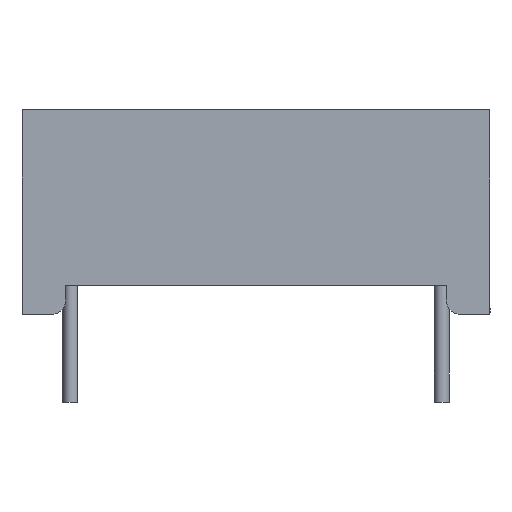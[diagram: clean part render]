
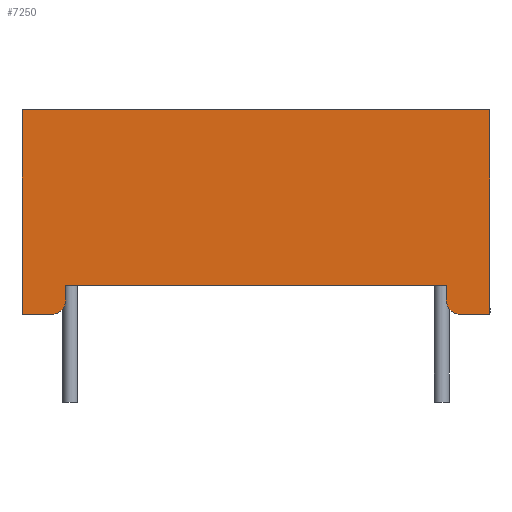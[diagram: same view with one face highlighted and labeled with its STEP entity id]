
A CAD part, left-side view. The second image highlights one B-rep face of the part: STEP entity #7250.
In plain terms, the highlighted planar face has unit normal (-1, 0, 0).
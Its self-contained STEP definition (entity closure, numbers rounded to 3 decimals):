
#3 = DIRECTION ( 'NONE',  ( 0., 0., 1. ) ) ;
#10 = EDGE_CURVE ( 'NONE', #1371, #4780, #4837, .T. ) ;
#134 = CIRCLE ( 'NONE', #6654, 0.5 ) ;
#179 = ORIENTED_EDGE ( 'NONE', *, *, #1522, .T. ) ;
#181 = VECTOR ( 'NONE', #6846, 1000. ) ;
#328 = DIRECTION ( 'NONE',  ( 0., 0., -1. ) ) ;
#457 = DIRECTION ( 'NONE',  ( 0., -1., 0. ) ) ;
#624 = LINE ( 'NONE', #7469, #181 ) ;
#686 = LINE ( 'NONE', #2385, #1160 ) ;
#735 = EDGE_CURVE ( 'NONE', #825, #5027, #3316, .T. ) ;
#754 = CARTESIAN_POINT ( 'NONE',  ( -15., -8., 0. ) ) ;
#825 = VERTEX_POINT ( 'NONE', #4668 ) ;
#836 = VECTOR ( 'NONE', #2410, 1000. ) ;
#894 = VERTEX_POINT ( 'NONE', #4248 ) ;
#1160 = VECTOR ( 'NONE', #2559, 1000. ) ;
#1161 = ORIENTED_EDGE ( 'NONE', *, *, #10, .T. ) ;
#1169 = VECTOR ( 'NONE', #2859, 1000. ) ;
#1276 = DIRECTION ( 'NONE',  ( -1., 0., 0. ) ) ;
#1314 = CARTESIAN_POINT ( 'NONE',  ( -15., -8., 0. ) ) ;
#1371 = VERTEX_POINT ( 'NONE', #6366 ) ;
#1408 = ORIENTED_EDGE ( 'NONE', *, *, #5327, .T. ) ;
#1451 = VERTEX_POINT ( 'NONE', #4267 ) ;
#1453 = EDGE_CURVE ( 'NONE', #3921, #825, #624, .T. ) ;
#1522 = EDGE_CURVE ( 'NONE', #1451, #894, #5538, .T. ) ;
#1684 = EDGE_LOOP ( 'NONE', ( #2048, #7475, #1161, #2750, #7441, #3805, #2356, #1408, #2709, #179 ) ) ;
#1760 = EDGE_CURVE ( 'NONE', #4780, #3921, #5611, .T. ) ;
#1780 = CARTESIAN_POINT ( 'NONE',  ( -15., 6.5, 0. ) ) ;
#1928 = CARTESIAN_POINT ( 'NONE',  ( -15., 8., 0. ) ) ;
#2048 = ORIENTED_EDGE ( 'NONE', *, *, #2310, .T. ) ;
#2050 = DIRECTION ( 'NONE',  ( 0., -1., 0. ) ) ;
#2310 = EDGE_CURVE ( 'NONE', #894, #6497, #6078, .T. ) ;
#2356 = ORIENTED_EDGE ( 'NONE', *, *, #5882, .T. ) ;
#2385 = CARTESIAN_POINT ( 'NONE',  ( -15., -8., 0. ) ) ;
#2410 = DIRECTION ( 'NONE',  ( 0., 1., 0. ) ) ;
#2512 = VECTOR ( 'NONE', #328, 1000. ) ;
#2559 = DIRECTION ( 'NONE',  ( 0., 0., 1. ) ) ;
#2580 = LINE ( 'NONE', #754, #7169 ) ;
#2628 = DIRECTION ( 'NONE',  ( -1., 0., 0. ) ) ;
#2709 = ORIENTED_EDGE ( 'NONE', *, *, #6230, .T. ) ;
#2750 = ORIENTED_EDGE ( 'NONE', *, *, #1760, .T. ) ;
#2788 = CARTESIAN_POINT ( 'NONE',  ( -15., -6.5, 0. ) ) ;
#2859 = DIRECTION ( 'NONE',  ( 0., 0., -1. ) ) ;
#3050 = CARTESIAN_POINT ( 'NONE',  ( -15., -7., 0. ) ) ;
#3316 = LINE ( 'NONE', #2788, #1169 ) ;
#3597 = DIRECTION ( 'NONE',  ( -1., 0., 0. ) ) ;
#3805 = ORIENTED_EDGE ( 'NONE', *, *, #735, .T. ) ;
#3921 = VERTEX_POINT ( 'NONE', #5741 ) ;
#4175 = DIRECTION ( 'NONE',  ( 0., 1., 0. ) ) ;
#4248 = CARTESIAN_POINT ( 'NONE',  ( -15., 8., 7. ) ) ;
#4267 = CARTESIAN_POINT ( 'NONE',  ( -15., -8., 7. ) ) ;
#4391 = CARTESIAN_POINT ( 'NONE',  ( -15., -6.5, 0.5 ) ) ;
#4668 = CARTESIAN_POINT ( 'NONE',  ( -15., -6.5, 1. ) ) ;
#4718 = CARTESIAN_POINT ( 'NONE',  ( -15., -7., 0.5 ) ) ;
#4780 = VERTEX_POINT ( 'NONE', #6891 ) ;
#4837 = CIRCLE ( 'NONE', #6792, 0.5 ) ;
#4877 = CARTESIAN_POINT ( 'NONE',  ( -15., -8., 7. ) ) ;
#5012 = DIRECTION ( 'NONE',  ( 0., 0., 1. ) ) ;
#5027 = VERTEX_POINT ( 'NONE', #4391 ) ;
#5048 = CARTESIAN_POINT ( 'NONE',  ( -15., -8., 0. ) ) ;
#5132 = EDGE_CURVE ( 'NONE', #6497, #1371, #2580, .T. ) ;
#5143 = AXIS2_PLACEMENT_3D ( 'NONE', #5048, #2628, #3 ) ;
#5294 = CARTESIAN_POINT ( 'NONE',  ( -15., -8., 0. ) ) ;
#5327 = EDGE_CURVE ( 'NONE', #7936, #6519, #7291, .T. ) ;
#5417 = PLANE ( 'NONE',  #5143 ) ;
#5522 = DIRECTION ( 'NONE',  ( 0., 0., 1. ) ) ;
#5538 = LINE ( 'NONE', #4877, #836 ) ;
#5609 = VECTOR ( 'NONE', #457, 1000. ) ;
#5611 = LINE ( 'NONE', #1780, #7885 ) ;
#5741 = CARTESIAN_POINT ( 'NONE',  ( -15., 6.5, 1. ) ) ;
#5882 = EDGE_CURVE ( 'NONE', #5027, #7936, #134, .T. ) ;
#5930 = CARTESIAN_POINT ( 'NONE',  ( -15., 8., 0. ) ) ;
#6064 = FACE_OUTER_BOUND ( 'NONE', #1684, .T. ) ;
#6078 = LINE ( 'NONE', #5930, #2512 ) ;
#6230 = EDGE_CURVE ( 'NONE', #6519, #1451, #686, .T. ) ;
#6366 = CARTESIAN_POINT ( 'NONE',  ( -15., 7., 0. ) ) ;
#6451 = CARTESIAN_POINT ( 'NONE',  ( -15., 7., 0.5 ) ) ;
#6497 = VERTEX_POINT ( 'NONE', #1928 ) ;
#6519 = VERTEX_POINT ( 'NONE', #1314 ) ;
#6654 = AXIS2_PLACEMENT_3D ( 'NONE', #4718, #3597, #4175 ) ;
#6792 = AXIS2_PLACEMENT_3D ( 'NONE', #6451, #1276, #5012 ) ;
#6846 = DIRECTION ( 'NONE',  ( 0., -1., 0. ) ) ;
#6891 = CARTESIAN_POINT ( 'NONE',  ( -15., 6.5, 0.5 ) ) ;
#7169 = VECTOR ( 'NONE', #2050, 1000. ) ;
#7250 = ADVANCED_FACE ( 'NONE', ( #6064 ), #5417, .T. ) ;
#7291 = LINE ( 'NONE', #5294, #5609 ) ;
#7441 = ORIENTED_EDGE ( 'NONE', *, *, #1453, .T. ) ;
#7469 = CARTESIAN_POINT ( 'NONE',  ( -15., 0., 1. ) ) ;
#7475 = ORIENTED_EDGE ( 'NONE', *, *, #5132, .T. ) ;
#7885 = VECTOR ( 'NONE', #5522, 1000. ) ;
#7936 = VERTEX_POINT ( 'NONE', #3050 ) ;
